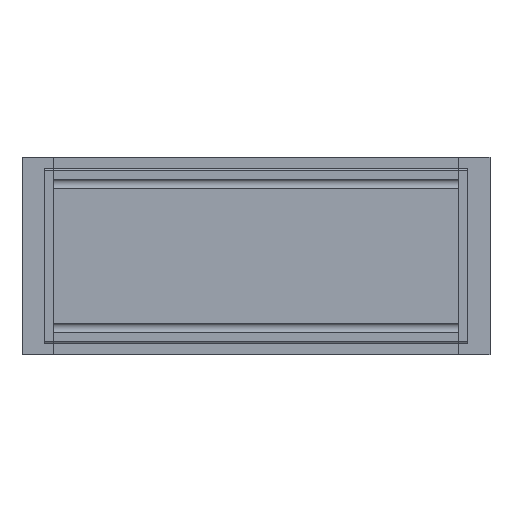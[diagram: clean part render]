
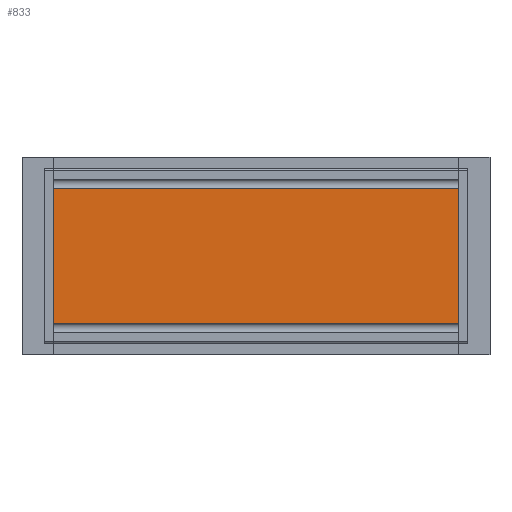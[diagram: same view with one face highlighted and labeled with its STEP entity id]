
A CAD part, front view. The second image highlights one B-rep face of the part: STEP entity #833.
In plain terms, the highlighted planar face has unit normal (0, -1, 0).
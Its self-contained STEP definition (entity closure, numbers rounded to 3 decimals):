
#22 = EDGE_CURVE ( 'NONE', #1457, #190, #1299, .T. ) ;
#130 = EDGE_CURVE ( 'NONE', #190, #1383, #368, .T. ) ;
#163 = EDGE_CURVE ( 'NONE', #1269, #1383, #1771, .T. ) ;
#190 = VERTEX_POINT ( 'NONE', #574 ) ;
#220 = CARTESIAN_POINT ( 'NONE',  ( 45., 0., -15.05 ) ) ;
#233 = CARTESIAN_POINT ( 'NONE',  ( 45., 0., 15.05 ) ) ;
#241 = DIRECTION ( 'NONE',  ( 0., 0., -1. ) ) ;
#282 = EDGE_LOOP ( 'NONE', ( #1706, #1448, #1584, #954 ) ) ;
#368 = LINE ( 'NONE', #220, #1420 ) ;
#574 = CARTESIAN_POINT ( 'NONE',  ( 45., 0., -15.05 ) ) ;
#680 = CARTESIAN_POINT ( 'NONE',  ( -45., 0., -15.05 ) ) ;
#800 = DIRECTION ( 'NONE',  ( 0., 1., 0. ) ) ;
#810 = PLANE ( 'NONE',  #1649 ) ;
#816 = VECTOR ( 'NONE', #1484, 1000. ) ;
#824 = FACE_OUTER_BOUND ( 'NONE', #282, .T. ) ;
#827 = DIRECTION ( 'NONE',  ( -1., 0., 0. ) ) ;
#833 = ADVANCED_FACE ( 'NONE', ( #824 ), #810, .F. ) ;
#873 = CARTESIAN_POINT ( 'NONE',  ( -45., 0., 15.05 ) ) ;
#901 = CARTESIAN_POINT ( 'NONE',  ( 45., 0., 15.05 ) ) ;
#954 = ORIENTED_EDGE ( 'NONE', *, *, #1002, .T. ) ;
#1002 = EDGE_CURVE ( 'NONE', #1457, #1269, #1948, .T. ) ;
#1209 = VECTOR ( 'NONE', #1797, 1000. ) ;
#1250 = CARTESIAN_POINT ( 'NONE',  ( 45., 0., 15.05 ) ) ;
#1269 = VERTEX_POINT ( 'NONE', #1827 ) ;
#1299 = LINE ( 'NONE', #1899, #1591 ) ;
#1383 = VERTEX_POINT ( 'NONE', #680 ) ;
#1420 = VECTOR ( 'NONE', #827, 1000. ) ;
#1448 = ORIENTED_EDGE ( 'NONE', *, *, #130, .F. ) ;
#1457 = VERTEX_POINT ( 'NONE', #233 ) ;
#1484 = DIRECTION ( 'NONE',  ( 0., 0., -1. ) ) ;
#1584 = ORIENTED_EDGE ( 'NONE', *, *, #22, .F. ) ;
#1591 = VECTOR ( 'NONE', #241, 1000. ) ;
#1603 = DIRECTION ( 'NONE',  ( 0., 0., 1. ) ) ;
#1649 = AXIS2_PLACEMENT_3D ( 'NONE', #1250, #800, #1603 ) ;
#1706 = ORIENTED_EDGE ( 'NONE', *, *, #163, .T. ) ;
#1771 = LINE ( 'NONE', #873, #816 ) ;
#1797 = DIRECTION ( 'NONE',  ( -1., 0., 0. ) ) ;
#1827 = CARTESIAN_POINT ( 'NONE',  ( -45., 0., 15.05 ) ) ;
#1899 = CARTESIAN_POINT ( 'NONE',  ( 45., 0., 15.05 ) ) ;
#1948 = LINE ( 'NONE', #901, #1209 ) ;
